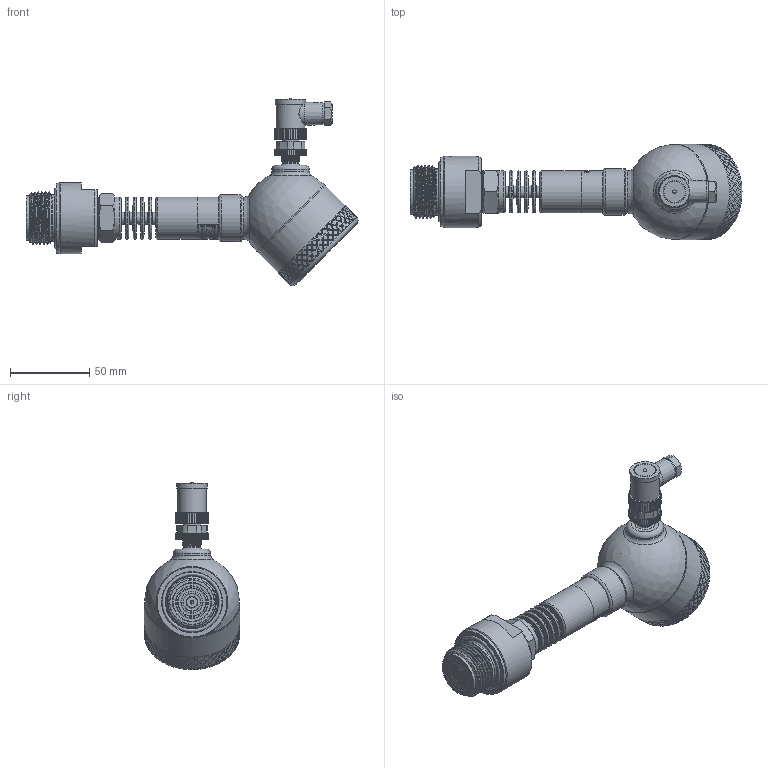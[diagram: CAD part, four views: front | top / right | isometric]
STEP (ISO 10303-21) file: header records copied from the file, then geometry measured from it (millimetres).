
FILE_DESCRIPTION(/* description */ (''),/* implementation_level */ '2;1');
FILE_NAME(/* name */ 'APZ3420mFH_G1DIN-flush_radiator_2_display.step',/* time_stamp */ '2021-07-07T15:46:14+03:00',/* author */ (''),/* organization */ (''),/* preprocessor_version */ 'ST-DEVELOPER v18.1',/* originating_system */ 'Autodesk Translation Framework v10.9.0.1377',/* authorisation */ '');
FILE_SCHEMA (('AUTOMOTIVE_DESIGN { 1 0 10303 214 3 1 1 }'));
Length unit declared in the file: millimetre
Products named in the file (9): АПЗ420М-полевойкорпус-
заполненный; Заполненный полевой 
корпус v13; Cover for display; Display; Main body; M12x1 adapter; M12x1 female angular v10; G1\4EN radiator; G1DIN diaphragm 28 v7
Assembly tree (8 placements, depth 3):
  АПЗ420М-полевойкорпус-
заполненный
    Заполненный полевой 
корпус v13
      Cover for display
      Display
      Main body
      M12x1 adapter
      M12x1 female angular v10
    G1\4EN radiator
    G1DIN diaphragm 28 v7
Bounding box: 209.48 x 60.1 x 118.16 mm (x, y, z)
Volume: 293677.2 mm3; surface area: 68382.7 mm2
Topology: 18 solids, 18 shells, 1921 faces, 4868 edges, 3207 vertices
Faces by surface type: bspline 983, cylinder 546, plane 304, torus 54, cone 32, sphere 2
Full cylindrical faces by diameter (mm): 1 x4, 2 x1, 3.3 x1, 4 x1, 5 x7, 7 x1, 7.5 x5, 8 x1, 9.3 x1, 9.471 x2, 9.5 x2, 10.5 x2, 10.741 x7, 11 x1, 11.035 x4, 11.156 x1, 11.445 x5, 11.884 x6, 12.152 x4, 13 x1, 13.157 x9, 18 x1, 19 x1, 19.7 x1, 21.6 x1, 21.767 x1, 22.4 x1, 23.6 x1, 24.5 x2, 26.5 x3
Entity records: 88139 total; most frequent: CARTESIAN_POINT 49018, ORIENTED_EDGE 9732, DIRECTION 4946, EDGE_CURVE 4866, VERTEX_POINT 3207, B_SPLINE_CURVE_WITH_KNOTS 2773, EDGE_LOOP 2185, AXIS2_PLACEMENT_3D 1932
